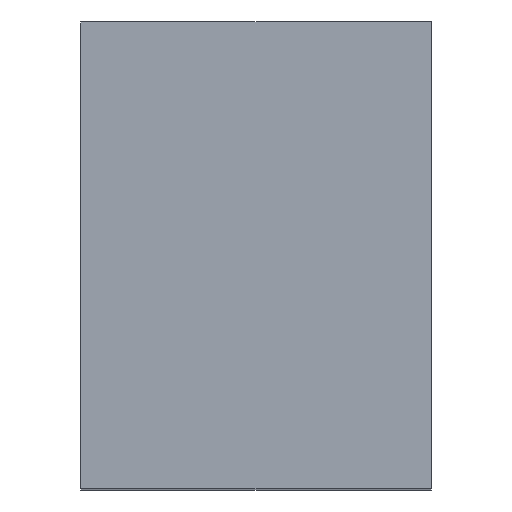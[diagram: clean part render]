
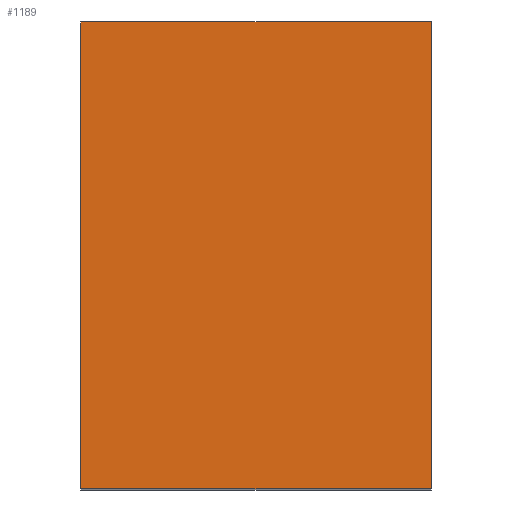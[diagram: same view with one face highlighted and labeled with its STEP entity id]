
A CAD part, top view. The second image highlights one B-rep face of the part: STEP entity #1189.
In plain terms, the highlighted planar face has unit normal (0, 0, 1).
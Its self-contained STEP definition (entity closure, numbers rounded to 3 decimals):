
#875 = VERTEX_POINT('',#876);
#876 = CARTESIAN_POINT('',(-3.,-4.,10.4));
#883 = PLANE('',#884);
#884 = AXIS2_PLACEMENT_3D('',#885,#886,#887);
#885 = CARTESIAN_POINT('',(-3.,-4.,0.4));
#886 = DIRECTION('',(1.,0.,0.));
#887 = DIRECTION('',(0.,0.,1.));
#895 = PLANE('',#896);
#896 = AXIS2_PLACEMENT_3D('',#897,#898,#899);
#897 = CARTESIAN_POINT('',(-3.,-4.,0.4));
#898 = DIRECTION('',(0.,1.,0.));
#899 = DIRECTION('',(0.,0.,1.));
#936 = VERTEX_POINT('',#937);
#937 = CARTESIAN_POINT('',(-3.,4.,10.4));
#951 = PLANE('',#952);
#952 = AXIS2_PLACEMENT_3D('',#953,#954,#955);
#953 = CARTESIAN_POINT('',(-3.,4.,0.4));
#954 = DIRECTION('',(0.,1.,0.));
#955 = DIRECTION('',(0.,0.,1.));
#963 = EDGE_CURVE('',#875,#936,#964,.T.);
#964 = SURFACE_CURVE('',#965,(#969,#976),.PCURVE_S1.);
#965 = LINE('',#966,#967);
#966 = CARTESIAN_POINT('',(-3.,-4.,10.4));
#967 = VECTOR('',#968,1.);
#968 = DIRECTION('',(0.,1.,0.));
#969 = PCURVE('',#883,#970);
#970 = DEFINITIONAL_REPRESENTATION('',(#971),#975);
#971 = LINE('',#972,#973);
#972 = CARTESIAN_POINT('',(10.,0.));
#973 = VECTOR('',#974,1.);
#974 = DIRECTION('',(0.,-1.));
#975 = ( GEOMETRIC_REPRESENTATION_CONTEXT(2) 
PARAMETRIC_REPRESENTATION_CONTEXT() REPRESENTATION_CONTEXT('2D SPACE',''
  ) );
#976 = PCURVE('',#977,#982);
#977 = PLANE('',#978);
#978 = AXIS2_PLACEMENT_3D('',#979,#980,#981);
#979 = CARTESIAN_POINT('',(-3.,-4.,10.4));
#980 = DIRECTION('',(0.,0.,1.));
#981 = DIRECTION('',(1.,0.,0.));
#982 = DEFINITIONAL_REPRESENTATION('',(#983),#987);
#983 = LINE('',#984,#985);
#984 = CARTESIAN_POINT('',(0.,0.));
#985 = VECTOR('',#986,1.);
#986 = DIRECTION('',(0.,1.));
#987 = ( GEOMETRIC_REPRESENTATION_CONTEXT(2) 
PARAMETRIC_REPRESENTATION_CONTEXT() REPRESENTATION_CONTEXT('2D SPACE',''
  ) );
#995 = VERTEX_POINT('',#996);
#996 = CARTESIAN_POINT('',(3.,-4.,10.4));
#1003 = PLANE('',#1004);
#1004 = AXIS2_PLACEMENT_3D('',#1005,#1006,#1007);
#1005 = CARTESIAN_POINT('',(3.,-4.,0.4));
#1006 = DIRECTION('',(1.,0.,0.));
#1007 = DIRECTION('',(0.,0.,1.));
#1046 = VERTEX_POINT('',#1047);
#1047 = CARTESIAN_POINT('',(3.,4.,10.4));
#1068 = EDGE_CURVE('',#995,#1046,#1069,.T.);
#1069 = SURFACE_CURVE('',#1070,(#1074,#1081),.PCURVE_S1.);
#1070 = LINE('',#1071,#1072);
#1071 = CARTESIAN_POINT('',(3.,-4.,10.4));
#1072 = VECTOR('',#1073,1.);
#1073 = DIRECTION('',(0.,1.,0.));
#1074 = PCURVE('',#1003,#1075);
#1075 = DEFINITIONAL_REPRESENTATION('',(#1076),#1080);
#1076 = LINE('',#1077,#1078);
#1077 = CARTESIAN_POINT('',(10.,0.));
#1078 = VECTOR('',#1079,1.);
#1079 = DIRECTION('',(0.,-1.));
#1080 = ( GEOMETRIC_REPRESENTATION_CONTEXT(2) 
PARAMETRIC_REPRESENTATION_CONTEXT() REPRESENTATION_CONTEXT('2D SPACE',''
  ) );
#1081 = PCURVE('',#977,#1082);
#1082 = DEFINITIONAL_REPRESENTATION('',(#1083),#1087);
#1083 = LINE('',#1084,#1085);
#1084 = CARTESIAN_POINT('',(6.,0.));
#1085 = VECTOR('',#1086,1.);
#1086 = DIRECTION('',(0.,1.));
#1087 = ( GEOMETRIC_REPRESENTATION_CONTEXT(2) 
PARAMETRIC_REPRESENTATION_CONTEXT() REPRESENTATION_CONTEXT('2D SPACE',''
  ) );
#1114 = EDGE_CURVE('',#875,#995,#1115,.T.);
#1115 = SURFACE_CURVE('',#1116,(#1120,#1127),.PCURVE_S1.);
#1116 = LINE('',#1117,#1118);
#1117 = CARTESIAN_POINT('',(-3.,-4.,10.4));
#1118 = VECTOR('',#1119,1.);
#1119 = DIRECTION('',(1.,0.,0.));
#1120 = PCURVE('',#895,#1121);
#1121 = DEFINITIONAL_REPRESENTATION('',(#1122),#1126);
#1122 = LINE('',#1123,#1124);
#1123 = CARTESIAN_POINT('',(10.,0.));
#1124 = VECTOR('',#1125,1.);
#1125 = DIRECTION('',(0.,1.));
#1126 = ( GEOMETRIC_REPRESENTATION_CONTEXT(2) 
PARAMETRIC_REPRESENTATION_CONTEXT() REPRESENTATION_CONTEXT('2D SPACE',''
  ) );
#1127 = PCURVE('',#977,#1128);
#1128 = DEFINITIONAL_REPRESENTATION('',(#1129),#1133);
#1129 = LINE('',#1130,#1131);
#1130 = CARTESIAN_POINT('',(0.,0.));
#1131 = VECTOR('',#1132,1.);
#1132 = DIRECTION('',(1.,0.));
#1133 = ( GEOMETRIC_REPRESENTATION_CONTEXT(2) 
PARAMETRIC_REPRESENTATION_CONTEXT() REPRESENTATION_CONTEXT('2D SPACE',''
  ) );
#1161 = EDGE_CURVE('',#936,#1046,#1162,.T.);
#1162 = SURFACE_CURVE('',#1163,(#1167,#1174),.PCURVE_S1.);
#1163 = LINE('',#1164,#1165);
#1164 = CARTESIAN_POINT('',(-3.,4.,10.4));
#1165 = VECTOR('',#1166,1.);
#1166 = DIRECTION('',(1.,0.,0.));
#1167 = PCURVE('',#951,#1168);
#1168 = DEFINITIONAL_REPRESENTATION('',(#1169),#1173);
#1169 = LINE('',#1170,#1171);
#1170 = CARTESIAN_POINT('',(10.,0.));
#1171 = VECTOR('',#1172,1.);
#1172 = DIRECTION('',(0.,1.));
#1173 = ( GEOMETRIC_REPRESENTATION_CONTEXT(2) 
PARAMETRIC_REPRESENTATION_CONTEXT() REPRESENTATION_CONTEXT('2D SPACE',''
  ) );
#1174 = PCURVE('',#977,#1175);
#1175 = DEFINITIONAL_REPRESENTATION('',(#1176),#1180);
#1176 = LINE('',#1177,#1178);
#1177 = CARTESIAN_POINT('',(0.,8.));
#1178 = VECTOR('',#1179,1.);
#1179 = DIRECTION('',(1.,0.));
#1180 = ( GEOMETRIC_REPRESENTATION_CONTEXT(2) 
PARAMETRIC_REPRESENTATION_CONTEXT() REPRESENTATION_CONTEXT('2D SPACE',''
  ) );
#1189 = ADVANCED_FACE('',(#1190),#977,.T.);
#1190 = FACE_BOUND('',#1191,.T.);
#1191 = EDGE_LOOP('',(#1192,#1193,#1194,#1195));
#1192 = ORIENTED_EDGE('',*,*,#963,.F.);
#1193 = ORIENTED_EDGE('',*,*,#1114,.T.);
#1194 = ORIENTED_EDGE('',*,*,#1068,.T.);
#1195 = ORIENTED_EDGE('',*,*,#1161,.F.);
